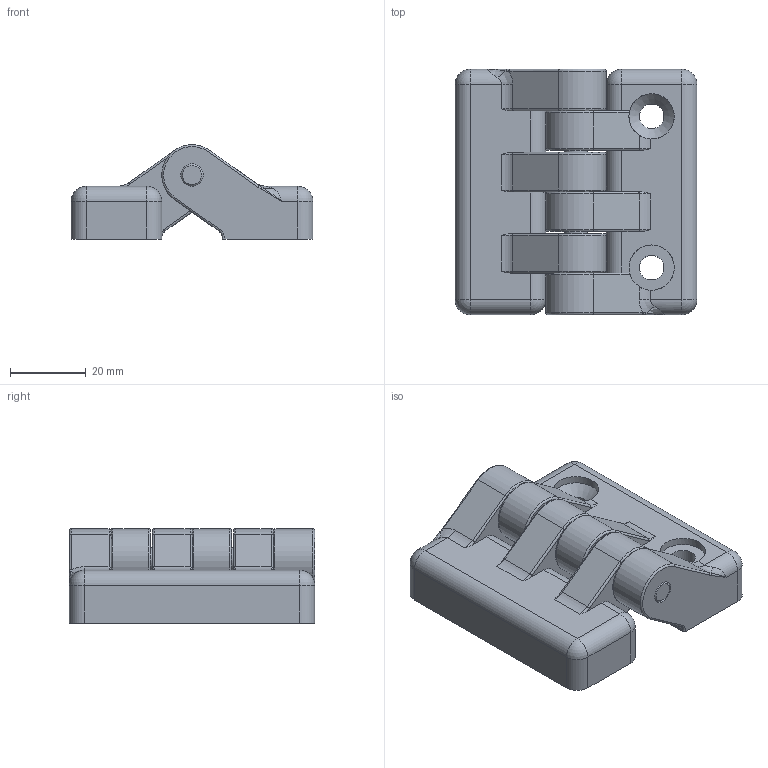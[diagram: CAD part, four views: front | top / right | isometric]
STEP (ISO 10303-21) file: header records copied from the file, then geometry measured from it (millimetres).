
FILE_DESCRIPTION( ( 'Unknown' ), '1' );
FILE_NAME( '6388345_C65_AB.stp', 'Unknown', ( 'Unknown' ), ( 'Unknown' ), 'PSStep 14.0', 'Unknown', ' ' );
FILE_SCHEMA( ( 'AUTOMOTIVE_DESIGN { 1 0 10303 214 1 1 1 1 }' ) );
Length unit declared in the file: millimetre
Products named in the file (1): 8900304
Bounding box: 64 x 64.9 x 24.99 mm (x, y, z)
Volume: 43186.1 mm3; surface area: 23357.4 mm2
Topology: 1 solids, 1 shells, 230 faces, 601 edges, 368 vertices
Faces by surface type: plane 93, cylinder 84, torus 32, bspline 8, cone 7, sphere 6
Full cylindrical faces by diameter (mm): 4.917 x2, 6 x4, 6.5 x2, 9 x2, 12 x2, 14.5 x4
Entity records: 9362 total; most frequent: CARTESIAN_POINT 2017, DIRECTION 1188, ORIENTED_EDGE 1106, EDGE_CURVE 553, AXIS2_PLACEMENT_3D 448, VERTEX_POINT 353, LINE 292, VECTOR 292
